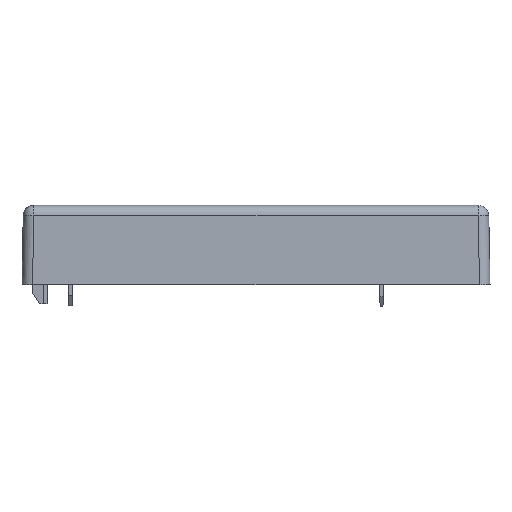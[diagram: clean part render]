
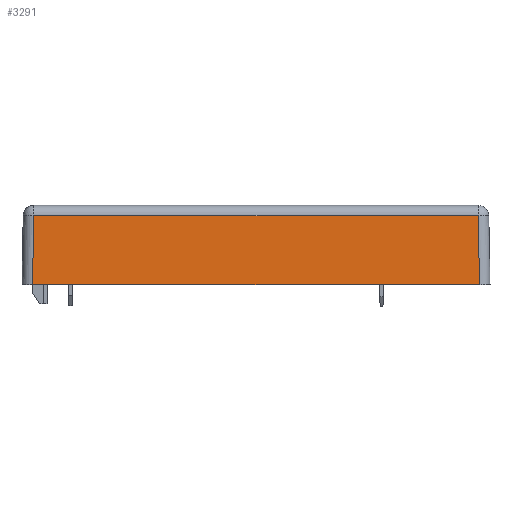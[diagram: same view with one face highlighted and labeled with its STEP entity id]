
A CAD part, front view. The second image highlights one B-rep face of the part: STEP entity #3291.
In plain terms, the highlighted planar face has unit normal (0, -1, 0.018).
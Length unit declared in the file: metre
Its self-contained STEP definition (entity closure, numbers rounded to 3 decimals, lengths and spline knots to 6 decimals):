
#446=LINE('',#5590,#810);
#447=LINE('',#5600,#811);
#448=LINE('',#5602,#812);
#449=LINE('',#5604,#813);
#810=VECTOR('',#4395,1.);
#811=VECTOR('',#4408,1.);
#812=VECTOR('',#4411,1.);
#813=VECTOR('',#4412,1.);
#1607=ORIENTED_EDGE('',*,*,#2247,.T.);
#1608=ORIENTED_EDGE('',*,*,#2248,.F.);
#1609=ORIENTED_EDGE('',*,*,#2241,.F.);
#1610=ORIENTED_EDGE('',*,*,#2246,.F.);
#2241=EDGE_CURVE('',#2586,#2587,#446,.T.);
#2246=EDGE_CURVE('',#2588,#2586,#447,.T.);
#2247=EDGE_CURVE('',#2588,#2589,#448,.T.);
#2248=EDGE_CURVE('',#2587,#2589,#449,.T.);
#2586=VERTEX_POINT('',#5591);
#2587=VERTEX_POINT('',#5592);
#2588=VERTEX_POINT('',#5599);
#2589=VERTEX_POINT('',#5603);
#2810=EDGE_LOOP('',(#1607,#1608,#1609,#1610));
#2994=FACE_BOUND('',#2810,.T.);
#3127=PLANE('',#3575);
#3291=ADVANCED_FACE('',(#2994),#3127,.T.);
#3575=AXIS2_PLACEMENT_3D('',#5601,#4409,#4410);
#4395=DIRECTION('',(0.017,-0.017,-1.));
#4408=DIRECTION('',(1.,0.,0.));
#4409=DIRECTION('',(0.,-1.,0.017));
#4410=DIRECTION('',(-1.,0.,0.));
#4411=DIRECTION('',(-0.017,-0.017,-1.));
#4412=DIRECTION('',(-1.,0.,0.));
#5590=CARTESIAN_POINT('',(0.024646,-0.016509,0.009831));
#5591=CARTESIAN_POINT('',(0.024646,-0.016509,0.009831));
#5592=CARTESIAN_POINT('',(0.024818,-0.016681,0.));
#5599=CARTESIAN_POINT('',(-0.03867,-0.016509,0.009831));
#5600=CARTESIAN_POINT('',(-0.03867,-0.016509,0.009831));
#5601=CARTESIAN_POINT('',(-0.066726,-0.016681,0.));
#5602=CARTESIAN_POINT('',(-0.03867,-0.016509,0.009831));
#5603=CARTESIAN_POINT('',(-0.038842,-0.016681,0.));
#5604=CARTESIAN_POINT('',(0.024818,-0.016681,0.));
